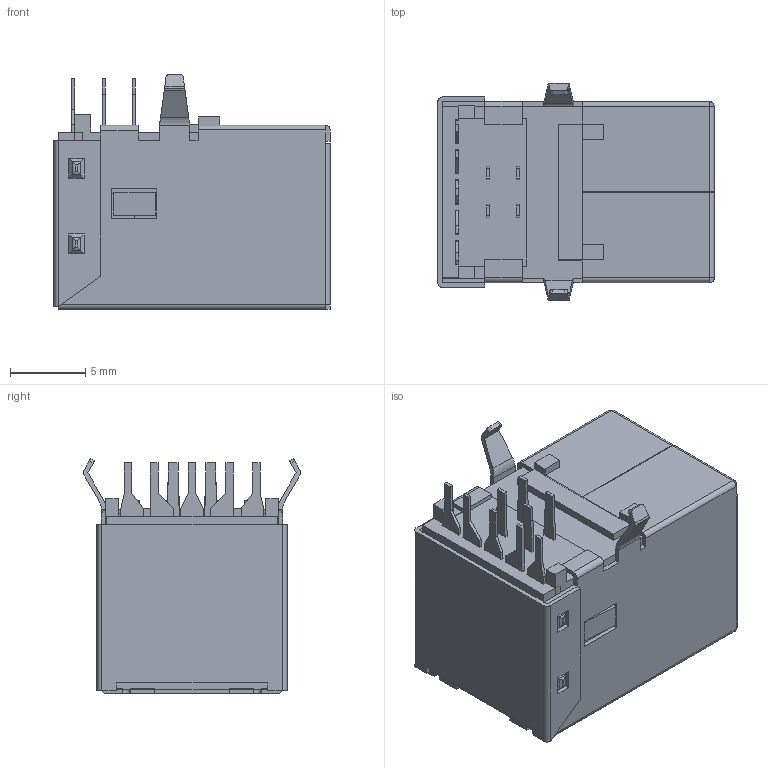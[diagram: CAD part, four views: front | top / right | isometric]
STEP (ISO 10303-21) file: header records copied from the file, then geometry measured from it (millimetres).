
FILE_DESCRIPTION (( 'STEP AP214' ), '1' );
FILE_NAME ('44001.STEP', '2020-06-20T02:30:57', ( '' ), ( '' ), 'SwSTEP 2.0', 'SolidWorks 2017', '' );
FILE_SCHEMA (( 'AUTOMOTIVE_DESIGN' ));
Length unit declared in the file: millimetre
Products named in the file (29): 44001; 44001_02; 44001_11; 44001_01; 44001_08; 44001_04; 44001_09; 44001_06; 44001_14; 44001_13; 44001_10; 44001_07; 44001_05; 44001_03; 44001_12
Assembly tree (14 placements, depth 2):
  44001
    44001_01
    44001_02
    44001_03
    44001_04
    44001_05
    44001_06
    44001_07
    44001_08
    44001_09
    44001_10
    44001_11
    44001_12
    44001_13
    44001_14
  44001_02
  44001_11
  44001_01
  44001_04
Bounding box: 18.3 x 14.4 x 15.56 mm (x, y, z)
Volume: 1563 mm3; surface area: 5380.4 mm2
Topology: 14 solids, 14 shells, 968 faces, 2698 edges, 1736 vertices
Faces by surface type: plane 792, cylinder 156, bspline 20
Entity records: 42319 total; most frequent: CARTESIAN_POINT 6221, ORIENTED_EDGE 5380, DIRECTION 4722, EDGE_CURVE 2690, LINE 2374, VECTOR 2374, VERTEX_POINT 1736, AXIS2_PLACEMENT_3D 1174
